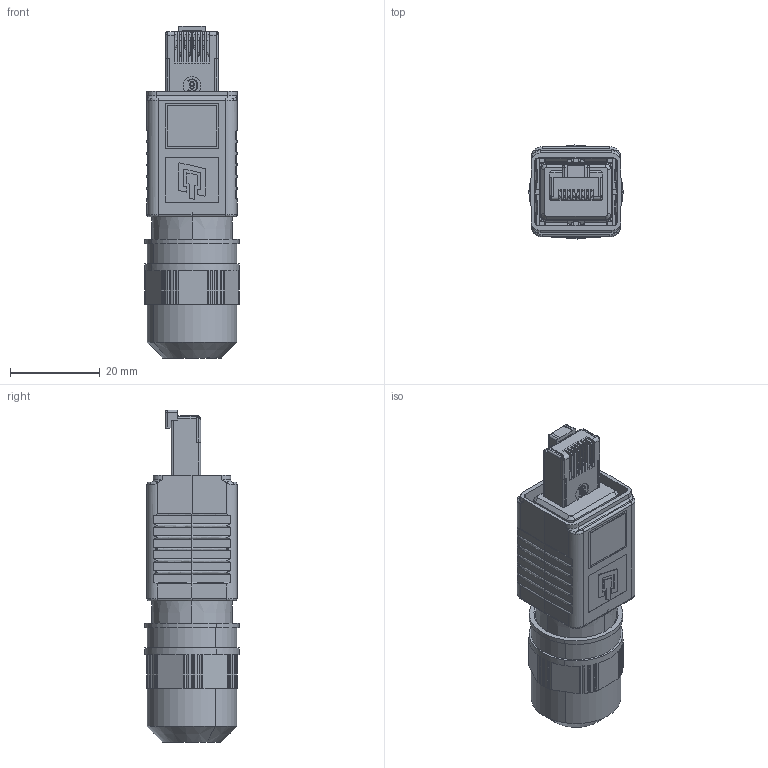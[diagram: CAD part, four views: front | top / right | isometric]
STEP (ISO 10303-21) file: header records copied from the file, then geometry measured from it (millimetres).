
FILE_DESCRIPTION (( 'STEP AP214' ), '1' );
FILE_NAME ('J80026A0015H50.STEP', '2015-02-04T07:40:31', ( '' ), ( '' ), 'SwSTEP 2.0', 'SolidWorks 2014', '' );
FILE_SCHEMA (( 'AUTOMOTIVE_DESIGN' ));
Length unit declared in the file: millimetre
Products named in the file (1): J80026A0015H50
Bounding box: 21 x 21 x 74.12 mm (x, y, z)
Volume: 14284.5 mm3; surface area: 14701.1 mm2
Topology: 11 solids, 11 shells, 1378 faces, 3802 edges, 2456 vertices
Faces by surface type: plane 887, cylinder 269, bspline 172, cone 46, torus 4
Entity records: 64012 total; most frequent: CARTESIAN_POINT 15293, ORIENTED_EDGE 7594, DIRECTION 6308, EDGE_CURVE 3797, LINE 2692, VECTOR 2692, VERTEX_POINT 2456, AXIS2_PLACEMENT_3D 1808
